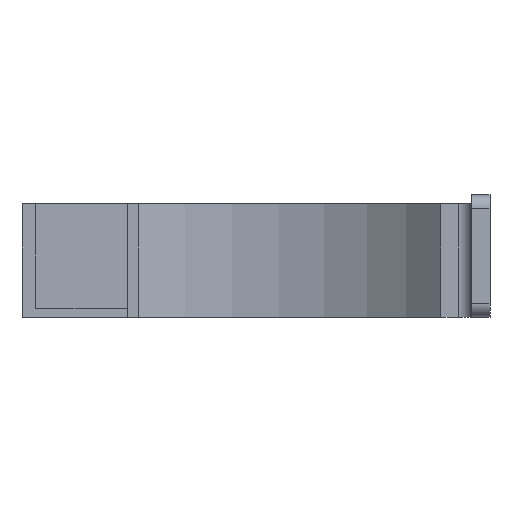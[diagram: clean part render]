
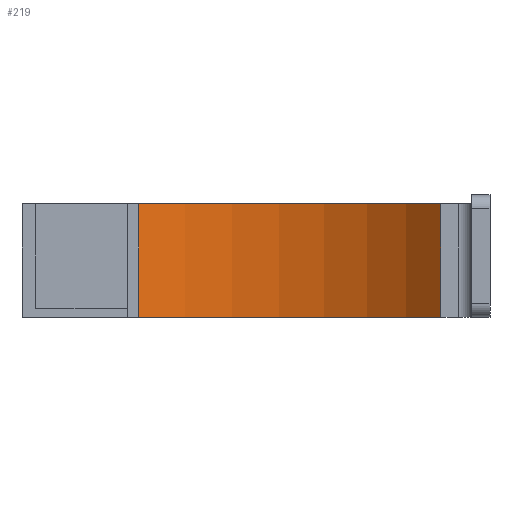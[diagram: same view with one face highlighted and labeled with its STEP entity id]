
A CAD part, left-side view. The second image highlights one B-rep face of the part: STEP entity #219.
In plain terms, the highlighted cylindrical face has radius 65.053 mm (diameter 130.106 mm), a partial arc.
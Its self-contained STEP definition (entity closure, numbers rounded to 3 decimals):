
#9 = EDGE_LOOP ( 'NONE', ( #1691, #321, #1302, #1954 ) ) ;
#73 = CARTESIAN_POINT ( 'NONE',  ( -3., 10.85, 0. ) ) ;
#219 = ADVANCED_FACE ( 'NONE', ( #934 ), #1114, .F. ) ;
#314 = VECTOR ( 'NONE', #1711, 1000. ) ;
#317 = AXIS2_PLACEMENT_3D ( 'NONE', #1349, #1041, #2048 ) ;
#321 = ORIENTED_EDGE ( 'NONE', *, *, #577, .F. ) ;
#334 = AXIS2_PLACEMENT_3D ( 'NONE', #537, #2189, #696 ) ;
#471 = DIRECTION ( 'NONE',  ( 0., 0., -1. ) ) ;
#525 = DIRECTION ( 'NONE',  ( 0., 0., -1. ) ) ;
#537 = CARTESIAN_POINT ( 'NONE',  ( -47.232, 58.551, 25. ) ) ;
#554 = CARTESIAN_POINT ( 'NONE',  ( -3., 10.85, 25. ) ) ;
#577 = EDGE_CURVE ( 'NONE', #659, #907, #1346, .T. ) ;
#628 = DIRECTION ( 'NONE',  ( -1., 0., 0. ) ) ;
#659 = VERTEX_POINT ( 'NONE', #744 ) ;
#696 = DIRECTION ( 'NONE',  ( -1., 0., 0. ) ) ;
#744 = CARTESIAN_POINT ( 'NONE',  ( -3., 10.85, 25. ) ) ;
#791 = VERTEX_POINT ( 'NONE', #943 ) ;
#835 = VERTEX_POINT ( 'NONE', #1405 ) ;
#907 = VERTEX_POINT ( 'NONE', #73 ) ;
#925 = VECTOR ( 'NONE', #525, 1000. ) ;
#934 = FACE_OUTER_BOUND ( 'NONE', #9, .T. ) ;
#943 = CARTESIAN_POINT ( 'NONE',  ( 15., 77.5, 0. ) ) ;
#1041 = DIRECTION ( 'NONE',  ( 0., 0., -1. ) ) ;
#1114 = CYLINDRICAL_SURFACE ( 'NONE', #1938, 65.053 ) ;
#1175 = EDGE_CURVE ( 'NONE', #835, #659, #1480, .T. ) ;
#1302 = ORIENTED_EDGE ( 'NONE', *, *, #1175, .F. ) ;
#1346 = LINE ( 'NONE', #554, #314 ) ;
#1349 = CARTESIAN_POINT ( 'NONE',  ( -47.232, 58.551, 0. ) ) ;
#1378 = CARTESIAN_POINT ( 'NONE',  ( 15., 77.5, 25. ) ) ;
#1405 = CARTESIAN_POINT ( 'NONE',  ( 15., 77.5, 25. ) ) ;
#1480 = CIRCLE ( 'NONE', #334, 65.053 ) ;
#1691 = ORIENTED_EDGE ( 'NONE', *, *, #1856, .T. ) ;
#1711 = DIRECTION ( 'NONE',  ( 0., 0., -1. ) ) ;
#1837 = EDGE_CURVE ( 'NONE', #835, #791, #1959, .T. ) ;
#1856 = EDGE_CURVE ( 'NONE', #791, #907, #2197, .T. ) ;
#1938 = AXIS2_PLACEMENT_3D ( 'NONE', #2121, #471, #628 ) ;
#1954 = ORIENTED_EDGE ( 'NONE', *, *, #1837, .T. ) ;
#1959 = LINE ( 'NONE', #1378, #925 ) ;
#2048 = DIRECTION ( 'NONE',  ( -1., 0., 0. ) ) ;
#2121 = CARTESIAN_POINT ( 'NONE',  ( -47.232, 58.551, 25. ) ) ;
#2189 = DIRECTION ( 'NONE',  ( 0., 0., -1. ) ) ;
#2197 = CIRCLE ( 'NONE', #317, 65.053 ) ;
